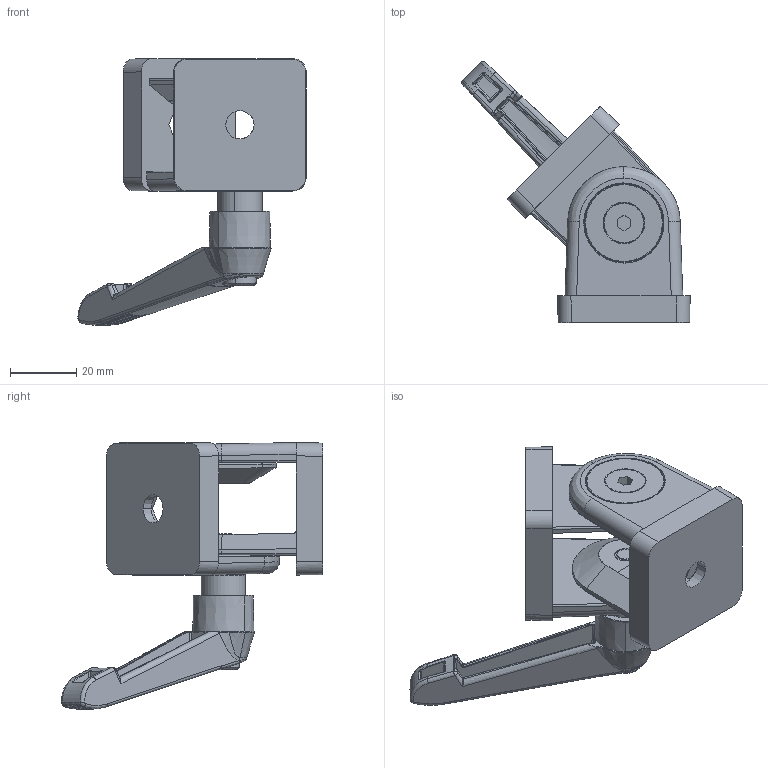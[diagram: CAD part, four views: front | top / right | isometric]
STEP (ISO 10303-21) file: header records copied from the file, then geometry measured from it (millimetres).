
FILE_DESCRIPTION((''),'2;1');
FILE_NAME('11151_ZGLOB_AL_40X40_ROC_ASM','2022-09-16T14:01:17',('PredragRovcanin'),('Audax d.o.o.'),'CREO PARAMETRIC BY PTC INC, 2020281','CREO PARAMETRIC BY PTC INC, 2020281','');
FILE_SCHEMA(('AUTOMOTIVE_DESIGN { 1 0 10303 214 1 1 1 1 }'));
Length unit declared in the file: millimetre
Products named in the file (8): 11151_ZGLOB_AL_40X40_ROC_A; 11151_ZGLOB_AL_40X40_ROC_C; 11151_ZGLOB_AL_40X40_ROC_D; 11151_ZGLOB_AL_40X40_ROC_E; 11151_ZGLOB_AL_40X40_ROC_G; 11151_ZGLOB_AL_40X40_ROC_H; 11151_ZGLOB_AL_40X40_ROC_F_ASM; 11151_ZGLOB_AL_40X40_ROC_ASM
Assembly tree (8 placements, depth 3):
  11151_ZGLOB_AL_40X40_ROC_ASM
    11151_ZGLOB_AL_40X40_ROC_A
    11151_ZGLOB_AL_40X40_ROC_C  x2
    11151_ZGLOB_AL_40X40_ROC_D
    11151_ZGLOB_AL_40X40_ROC_E
    11151_ZGLOB_AL_40X40_ROC_F_ASM
      11151_ZGLOB_AL_40X40_ROC_G
      11151_ZGLOB_AL_40X40_ROC_H
Bounding box: 68.93 x 78.93 x 80.56 mm (x, y, z)
Volume: 56111.5 mm3; surface area: 29241.6 mm2
Topology: 7 solids, 8 shells, 583 faces, 1423 edges, 844 vertices
Faces by surface type: cylinder 151, plane 135, bspline 126, torus 91, cone 54, sphere 24, revolution 2
Entity records: 27617 total; most frequent: CARTESIAN_POINT 10946, ORIENTED_EDGE 2336, DIRECTION 2010, PRESENTATION_STYLE_ASSIGNMENT 1344, STYLED_ITEM 1182, CURVE_STYLE 1175, EDGE_CURVE 1168, AXIS2_PLACEMENT_3D 845
